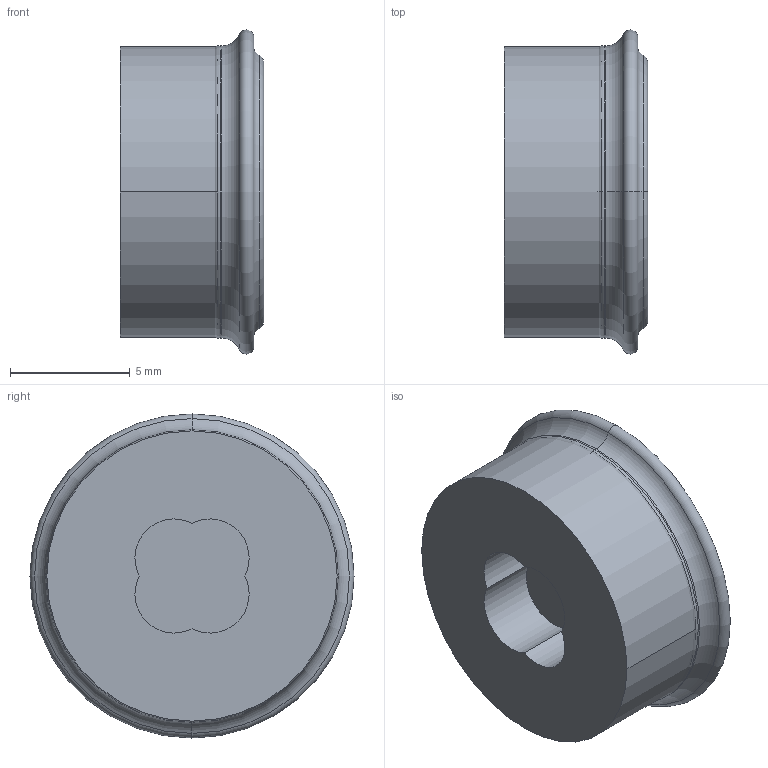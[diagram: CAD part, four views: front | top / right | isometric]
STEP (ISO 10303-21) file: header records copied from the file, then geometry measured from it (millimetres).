
FILE_DESCRIPTION (( 'STEP AP214' ), '1' );
FILE_NAME ('M4GcapRingIncluded.STEP', '2024-11-17T00:31:33', ( '' ), ( '' ), 'SwSTEP 2.0', 'SolidWorks 2023', '' );
FILE_SCHEMA (( 'AUTOMOTIVE_DESIGN' ));
Length unit declared in the file: millimetre
Products named in the file (1): M4GcapRingIncluded
Bounding box: 6 x 13.55 x 13.55 mm (x, y, z)
Volume: 556.8 mm3; surface area: 789.4 mm2
Topology: 2 solids, 2 shells, 65 faces, 146 edges, 86 vertices
Faces by surface type: torus 30, plane 17, cone 10, cylinder 8
Entity records: 1876 total; most frequent: DIRECTION 358, CARTESIAN_POINT 346, ORIENTED_EDGE 292, AXIS2_PLACEMENT_3D 162, EDGE_CURVE 146, CIRCLE 96, VERTEX_POINT 86, EDGE_LOOP 68
